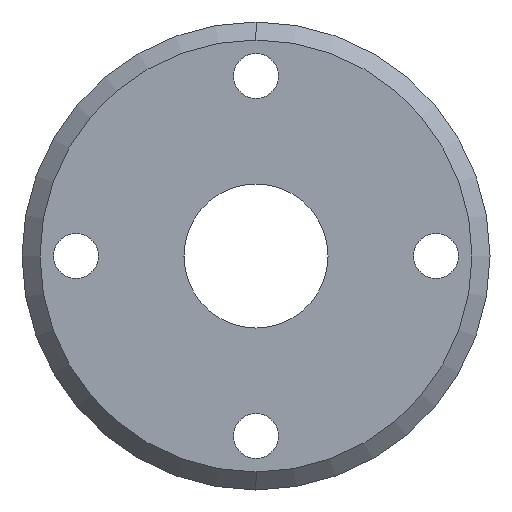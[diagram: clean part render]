
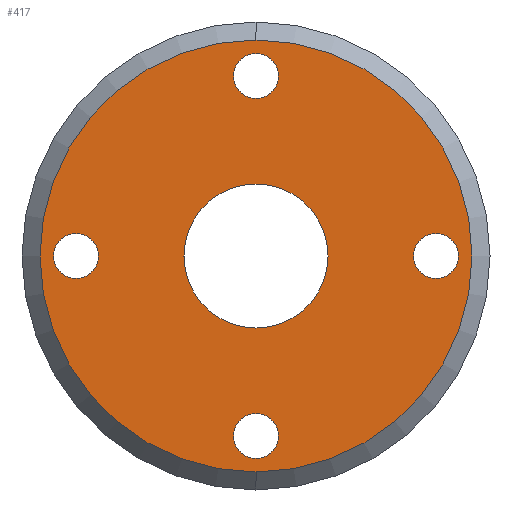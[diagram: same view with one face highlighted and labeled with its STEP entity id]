
A CAD part, left-side view. The second image highlights one B-rep face of the part: STEP entity #417.
In plain terms, the highlighted planar face has unit normal (-1, 0, 0).
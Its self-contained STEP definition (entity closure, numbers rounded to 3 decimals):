
#2 = DIRECTION ( 'NONE',  ( -1., 0., 0. ) ) ;
#7 = CARTESIAN_POINT ( 'NONE',  ( -6., -10., 0. ) ) ;
#20 = ORIENTED_EDGE ( 'NONE', *, *, #306, .T. ) ;
#22 = CARTESIAN_POINT ( 'NONE',  ( -6., 10., 0. ) ) ;
#27 = CIRCLE ( 'NONE', #737, 4. ) ;
#42 = CARTESIAN_POINT ( 'NONE',  ( -6., 10., 0. ) ) ;
#44 = DIRECTION ( 'NONE',  ( 0., 0., -1. ) ) ;
#54 = EDGE_CURVE ( 'NONE', #458, #169, #332, .T. ) ;
#55 = CARTESIAN_POINT ( 'NONE',  ( -6., 0., -12. ) ) ;
#58 = VERTEX_POINT ( 'NONE', #732 ) ;
#61 = CARTESIAN_POINT ( 'NONE',  ( -6., 10., 1.25 ) ) ;
#66 = CIRCLE ( 'NONE', #347, 1.25 ) ;
#75 = AXIS2_PLACEMENT_3D ( 'NONE', #320, #145, #474 ) ;
#77 = ORIENTED_EDGE ( 'NONE', *, *, #624, .T. ) ;
#87 = DIRECTION ( 'NONE',  ( 0., 0., -1. ) ) ;
#94 = VERTEX_POINT ( 'NONE', #665 ) ;
#114 = VERTEX_POINT ( 'NONE', #125 ) ;
#123 = CARTESIAN_POINT ( 'NONE',  ( -6., 0., -10. ) ) ;
#125 = CARTESIAN_POINT ( 'NONE',  ( -6., 0., -11.25 ) ) ;
#135 = CIRCLE ( 'NONE', #572, 1.25 ) ;
#144 = EDGE_CURVE ( 'NONE', #546, #241, #740, .T. ) ;
#145 = DIRECTION ( 'NONE',  ( 1., 0., 0. ) ) ;
#149 = DIRECTION ( 'NONE',  ( 1., 0., 0. ) ) ;
#155 = EDGE_LOOP ( 'NONE', ( #481, #409 ) ) ;
#162 = CIRCLE ( 'NONE', #691, 1.25 ) ;
#166 = CARTESIAN_POINT ( 'NONE',  ( -6., 0., 0. ) ) ;
#167 = VERTEX_POINT ( 'NONE', #571 ) ;
#169 = VERTEX_POINT ( 'NONE', #504 ) ;
#176 = ORIENTED_EDGE ( 'NONE', *, *, #54, .T. ) ;
#186 = FACE_BOUND ( 'NONE', #155, .T. ) ;
#191 = CARTESIAN_POINT ( 'NONE',  ( -6., 0., 0. ) ) ;
#193 = ORIENTED_EDGE ( 'NONE', *, *, #508, .T. ) ;
#206 = FACE_BOUND ( 'NONE', #538, .T. ) ;
#217 = CIRCLE ( 'NONE', #234, 12. ) ;
#218 = DIRECTION ( 'NONE',  ( 0., 0., -1. ) ) ;
#234 = AXIS2_PLACEMENT_3D ( 'NONE', #166, #564, #44 ) ;
#236 = CARTESIAN_POINT ( 'NONE',  ( -6., 0., 12. ) ) ;
#237 = EDGE_LOOP ( 'NONE', ( #193, #519 ) ) ;
#241 = VERTEX_POINT ( 'NONE', #61 ) ;
#242 = DIRECTION ( 'NONE',  ( 0., 0., 1. ) ) ;
#250 = DIRECTION ( 'NONE',  ( 0., 0., -1. ) ) ;
#257 = DIRECTION ( 'NONE',  ( 1., 0., 0. ) ) ;
#268 = DIRECTION ( 'NONE',  ( 0., 0., -1. ) ) ;
#276 = CIRCLE ( 'NONE', #310, 4. ) ;
#278 = EDGE_CURVE ( 'NONE', #94, #58, #276, .T. ) ;
#290 = DIRECTION ( 'NONE',  ( 1., 0., 0. ) ) ;
#306 = EDGE_CURVE ( 'NONE', #169, #458, #720, .T. ) ;
#308 = DIRECTION ( 'NONE',  ( 1., 0., 0. ) ) ;
#310 = AXIS2_PLACEMENT_3D ( 'NONE', #514, #656, #584 ) ;
#320 = CARTESIAN_POINT ( 'NONE',  ( -6., -10., 0. ) ) ;
#329 = DIRECTION ( 'NONE',  ( 0., 0., -1. ) ) ;
#332 = CIRCLE ( 'NONE', #75, 1.25 ) ;
#338 = AXIS2_PLACEMENT_3D ( 'NONE', #615, #676, #87 ) ;
#342 = VERTEX_POINT ( 'NONE', #641 ) ;
#347 = AXIS2_PLACEMENT_3D ( 'NONE', #509, #384, #758 ) ;
#349 = ORIENTED_EDGE ( 'NONE', *, *, #278, .F. ) ;
#352 = VERTEX_POINT ( 'NONE', #236 ) ;
#359 = AXIS2_PLACEMENT_3D ( 'NONE', #457, #693, #268 ) ;
#384 = DIRECTION ( 'NONE',  ( 1., 0., 0. ) ) ;
#394 = CARTESIAN_POINT ( 'NONE',  ( -6., -10., -1.25 ) ) ;
#403 = EDGE_CURVE ( 'NONE', #241, #546, #135, .T. ) ;
#409 = ORIENTED_EDGE ( 'NONE', *, *, #403, .T. ) ;
#417 = ADVANCED_FACE ( 'NONE', ( #728, #487, #206, #186, #438, #424 ), #666, .F. ) ;
#424 = FACE_BOUND ( 'NONE', #565, .T. ) ;
#438 = FACE_OUTER_BOUND ( 'NONE', #237, .T. ) ;
#443 = CARTESIAN_POINT ( 'NONE',  ( -6., 0., 10. ) ) ;
#445 = ORIENTED_EDGE ( 'NONE', *, *, #743, .F. ) ;
#448 = CIRCLE ( 'NONE', #486, 1.25 ) ;
#449 = EDGE_CURVE ( 'NONE', #114, #342, #66, .T. ) ;
#457 = CARTESIAN_POINT ( 'NONE',  ( -6., 0., 10. ) ) ;
#458 = VERTEX_POINT ( 'NONE', #394 ) ;
#463 = EDGE_CURVE ( 'NONE', #716, #167, #162, .T. ) ;
#474 = DIRECTION ( 'NONE',  ( 0., 0., -1. ) ) ;
#481 = ORIENTED_EDGE ( 'NONE', *, *, #144, .T. ) ;
#483 = ORIENTED_EDGE ( 'NONE', *, *, #463, .T. ) ;
#486 = AXIS2_PLACEMENT_3D ( 'NONE', #123, #308, #603 ) ;
#487 = FACE_BOUND ( 'NONE', #637, .T. ) ;
#498 = EDGE_CURVE ( 'NONE', #352, #607, #657, .T. ) ;
#504 = CARTESIAN_POINT ( 'NONE',  ( -6., -10., 1.25 ) ) ;
#508 = EDGE_CURVE ( 'NONE', #607, #352, #217, .T. ) ;
#509 = CARTESIAN_POINT ( 'NONE',  ( -6., 0., -10. ) ) ;
#512 = EDGE_CURVE ( 'NONE', #167, #716, #587, .T. ) ;
#514 = CARTESIAN_POINT ( 'NONE',  ( -6., 0., 0. ) ) ;
#515 = CARTESIAN_POINT ( 'NONE',  ( -6., 0., 0. ) ) ;
#517 = DIRECTION ( 'NONE',  ( 0., 0., -1. ) ) ;
#519 = ORIENTED_EDGE ( 'NONE', *, *, #498, .T. ) ;
#529 = DIRECTION ( 'NONE',  ( -1., 0., 0. ) ) ;
#538 = EDGE_LOOP ( 'NONE', ( #604, #77 ) ) ;
#546 = VERTEX_POINT ( 'NONE', #730 ) ;
#555 = CARTESIAN_POINT ( 'NONE',  ( -6., 0., 8.75 ) ) ;
#564 = DIRECTION ( 'NONE',  ( -1., 0., 0. ) ) ;
#565 = EDGE_LOOP ( 'NONE', ( #349, #445 ) ) ;
#571 = CARTESIAN_POINT ( 'NONE',  ( -6., 0., 11.25 ) ) ;
#572 = AXIS2_PLACEMENT_3D ( 'NONE', #22, #257, #250 ) ;
#584 = DIRECTION ( 'NONE',  ( 0., 0., 1. ) ) ;
#587 = CIRCLE ( 'NONE', #359, 1.25 ) ;
#589 = EDGE_LOOP ( 'NONE', ( #483, #757 ) ) ;
#601 = DIRECTION ( 'NONE',  ( 1., 0., 0. ) ) ;
#603 = DIRECTION ( 'NONE',  ( 0., 0., -1. ) ) ;
#604 = ORIENTED_EDGE ( 'NONE', *, *, #449, .T. ) ;
#607 = VERTEX_POINT ( 'NONE', #55 ) ;
#615 = CARTESIAN_POINT ( 'NONE',  ( -6., 4., 0. ) ) ;
#624 = EDGE_CURVE ( 'NONE', #342, #114, #448, .T. ) ;
#625 = AXIS2_PLACEMENT_3D ( 'NONE', #515, #2, #329 ) ;
#637 = EDGE_LOOP ( 'NONE', ( #176, #20 ) ) ;
#641 = CARTESIAN_POINT ( 'NONE',  ( -6., 0., -8.75 ) ) ;
#656 = DIRECTION ( 'NONE',  ( -1., 0., 0. ) ) ;
#657 = CIRCLE ( 'NONE', #625, 12. ) ;
#665 = CARTESIAN_POINT ( 'NONE',  ( -6., 0., 4. ) ) ;
#666 = PLANE ( 'NONE',  #338 ) ;
#676 = DIRECTION ( 'NONE',  ( 1., 0., 0. ) ) ;
#691 = AXIS2_PLACEMENT_3D ( 'NONE', #443, #290, #744 ) ;
#693 = DIRECTION ( 'NONE',  ( 1., 0., 0. ) ) ;
#699 = AXIS2_PLACEMENT_3D ( 'NONE', #42, #149, #218 ) ;
#704 = AXIS2_PLACEMENT_3D ( 'NONE', #7, #601, #517 ) ;
#716 = VERTEX_POINT ( 'NONE', #555 ) ;
#720 = CIRCLE ( 'NONE', #704, 1.25 ) ;
#728 = FACE_BOUND ( 'NONE', #589, .T. ) ;
#730 = CARTESIAN_POINT ( 'NONE',  ( -6., 10., -1.25 ) ) ;
#732 = CARTESIAN_POINT ( 'NONE',  ( -6., 0., -4. ) ) ;
#737 = AXIS2_PLACEMENT_3D ( 'NONE', #191, #529, #242 ) ;
#740 = CIRCLE ( 'NONE', #699, 1.25 ) ;
#743 = EDGE_CURVE ( 'NONE', #58, #94, #27, .T. ) ;
#744 = DIRECTION ( 'NONE',  ( 0., 0., -1. ) ) ;
#757 = ORIENTED_EDGE ( 'NONE', *, *, #512, .T. ) ;
#758 = DIRECTION ( 'NONE',  ( 0., 0., -1. ) ) ;
